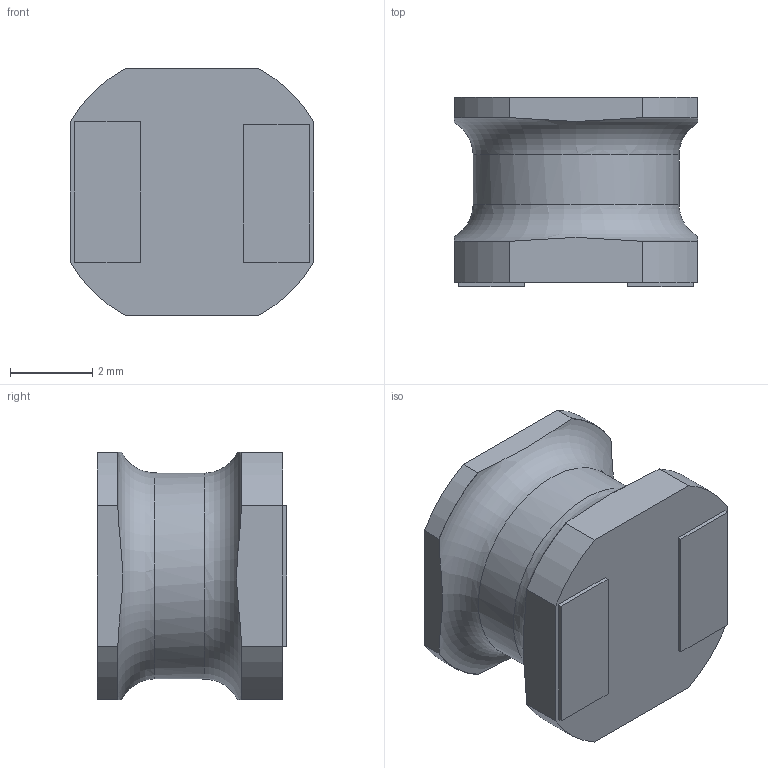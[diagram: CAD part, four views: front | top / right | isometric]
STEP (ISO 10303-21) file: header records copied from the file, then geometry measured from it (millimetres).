
FILE_DESCRIPTION(/* description */ (''),/* implementation_level */ '2;1');
FILE_NAME(/* name */ 'DJNR6045.stp',/* time_stamp */ '2020-01-13T09:55:32+01:00',/* author */ ('Adrian'),/* organization */ (''),/* preprocessor_version */ 'ST-DEVELOPER v16.1',/* originating_system */ 'Autodesk Inventor 2016',/* authorisation */ '');
FILE_SCHEMA (('AUTOMOTIVE_DESIGN { 1 0 10303 214 3 1 1 }'));
Length unit declared in the file: millimetre
Products named in the file (1): DJNR6045
Bounding box: 5.9 x 4.6 x 6 mm (x, y, z)
Volume: 114.5 mm3; surface area: 161.3 mm2
Topology: 1 solids, 1 shells, 50 faces, 130 edges, 86 vertices
Faces by surface type: plane 34, cylinder 14, torus 2
Full cylindrical faces by diameter (mm): 0.578 x1, 5 x1
Entity records: 1643 total; most frequent: CARTESIAN_POINT 331, DIRECTION 254, ORIENTED_EDGE 248, EDGE_CURVE 124, AXIS2_PLACEMENT_3D 87, VERTEX_POINT 84, LINE 80, VECTOR 80
